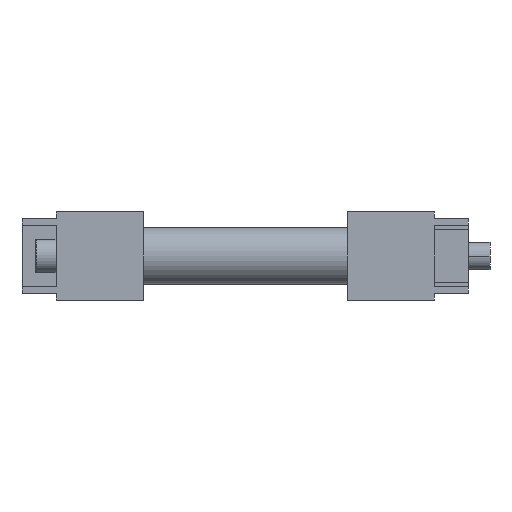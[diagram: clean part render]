
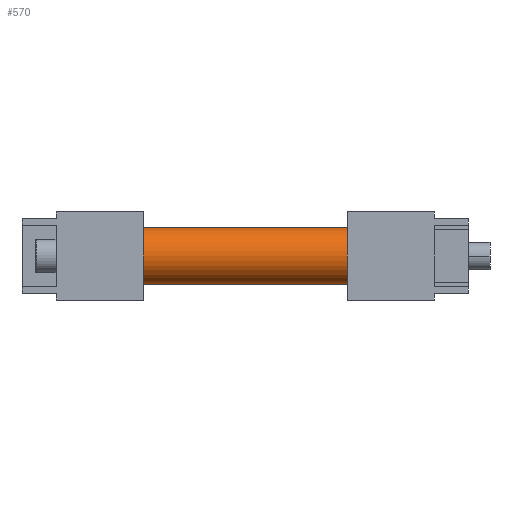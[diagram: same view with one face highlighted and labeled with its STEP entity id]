
A CAD part, left-side view. The second image highlights one B-rep face of the part: STEP entity #570.
In plain terms, the highlighted cylindrical face has radius 8.5 mm (diameter 17 mm), a partial arc.
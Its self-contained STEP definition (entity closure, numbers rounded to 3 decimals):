
#570=ADVANCED_FACE('',(#1414),#1415,.T.);
#1414=FACE_OUTER_BOUND('',#2292,.T.);
#1415=CYLINDRICAL_SURFACE('',#2293,8.5);
#2292=EDGE_LOOP('',(#5287,#5288,#5289,#5290));
#2293=AXIS2_PLACEMENT_3D('',#5291,#5292,#5293);
#5287=ORIENTED_EDGE('',*,*,#6411,.F.);
#5288=ORIENTED_EDGE('',*,*,#6414,.F.);
#5289=ORIENTED_EDGE('',*,*,#6413,.T.);
#5290=ORIENTED_EDGE('',*,*,#6415,.T.);
#5291=CARTESIAN_POINT('',(-155.981,46.064,35.271));
#5292=DIRECTION('',(0.0,1.0,0.0));
#5293=DIRECTION('',(0.0,0.0,-1.0));
#6411=EDGE_CURVE('',#7951,#7954,#7955,.T.);
#6413=EDGE_CURVE('',#7952,#7956,#7958,.T.);
#6414=EDGE_CURVE('',#7952,#7951,#7959,.T.);
#6415=EDGE_CURVE('',#7956,#7954,#7960,.T.);
#7951=VERTEX_POINT('',#10635);
#7952=VERTEX_POINT('',#10636);
#7954=VERTEX_POINT('',#10638);
#7955=LINE('',#10639,#10640);
#7956=VERTEX_POINT('',#10641);
#7958=LINE('',#10643,#10644);
#7959=CIRCLE('',#10645,8.5);
#7960=CIRCLE('',#10646,8.5);
#10635=CARTESIAN_POINT('',(-155.981,46.064,43.771));
#10636=CARTESIAN_POINT('',(-155.981,46.064,26.771));
#10638=CARTESIAN_POINT('',(-155.981,-13.936,43.771));
#10639=CARTESIAN_POINT('',(-155.981,46.064,43.771));
#10640=VECTOR('',#12035,1000.0);
#10641=CARTESIAN_POINT('',(-155.981,-13.936,26.771));
#10643=CARTESIAN_POINT('',(-155.981,46.064,26.771));
#10644=VECTOR('',#12039,1000.0);
#10645=AXIS2_PLACEMENT_3D('',#12040,#12041,#12042);
#10646=AXIS2_PLACEMENT_3D('',#12043,#12044,#12045);
#12035=DIRECTION('',(-0.0,-1.0,-0.0));
#12039=DIRECTION('',(-0.0,-1.0,-0.0));
#12040=CARTESIAN_POINT('',(-155.981,46.064,35.271));
#12041=DIRECTION('',(0.0,1.0,0.0));
#12042=DIRECTION('',(0.0,0.0,1.0));
#12043=CARTESIAN_POINT('',(-155.981,-13.936,35.271));
#12044=DIRECTION('',(0.0,1.0,0.0));
#12045=DIRECTION('',(0.0,0.0,1.0));
